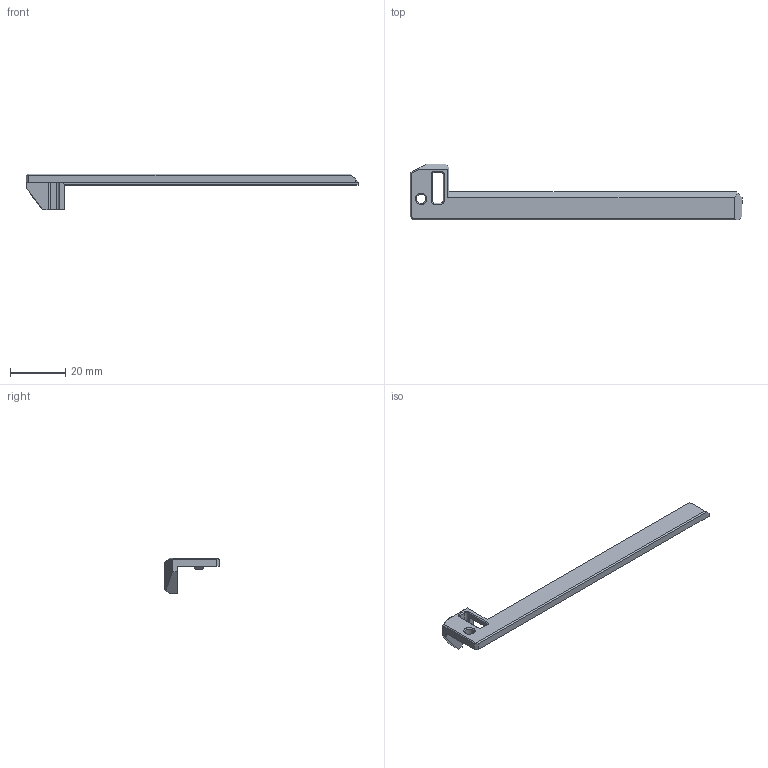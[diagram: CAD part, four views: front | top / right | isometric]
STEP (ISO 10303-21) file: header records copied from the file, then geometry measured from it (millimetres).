
FILE_DESCRIPTION(/* description */ (''),/* implementation_level */ '2;1');
FILE_NAME(/* name */ 'Bed_Fan_Wiring_Cover.step',/* time_stamp */ '2025-08-23T21:33:51-07:00',/* author */ (''),/* organization */ (''),/* preprocessor_version */ 'ST-DEVELOPER v20.1',/* originating_system */ 'Autodesk Translation Framework v14.10.0.0',/* authorisation */ '');
FILE_SCHEMA (('AUTOMOTIVE_DESIGN { 1 0 10303 214 3 1 1 }'));
Length unit declared in the file: millimetre
Products named in the file (1): Bed_Fan_Wiring_Cover
Bounding box: 120 x 20 x 13 mm (x, y, z)
Volume: 4288.1 mm3; surface area: 3795.3 mm2
Topology: 1 solids, 1 shells, 51 faces, 137 edges, 87 vertices
Faces by surface type: plane 41, cone 5, cylinder 5
Full cylindrical faces by diameter (mm): 3.4 x1
Entity records: 1603 total; most frequent: CARTESIAN_POINT 276, ORIENTED_EDGE 274, DIRECTION 256, EDGE_CURVE 137, LINE 122, VECTOR 122, VERTEX_POINT 87, AXIS2_PLACEMENT_3D 67
